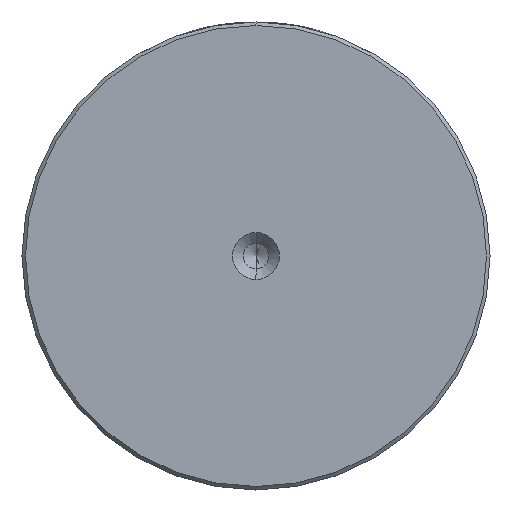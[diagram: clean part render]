
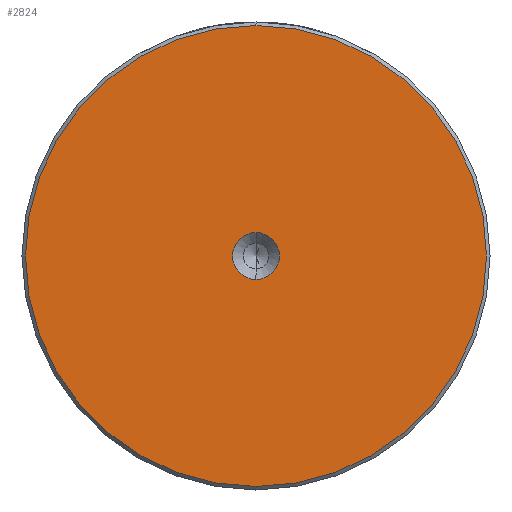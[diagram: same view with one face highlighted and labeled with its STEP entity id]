
A CAD part, left-side view. The second image highlights one B-rep face of the part: STEP entity #2824.
In plain terms, the highlighted planar face has unit normal (-1, 0, 0).
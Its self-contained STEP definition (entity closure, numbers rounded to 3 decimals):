
#120 = CARTESIAN_POINT ( 'NONE',  ( 0., 0., 0. ) ) ;
#262 = EDGE_CURVE ( 'NONE', #1801, #1334, #267, .T. ) ;
#267 = CIRCLE ( 'NONE', #2573, 3.3 ) ;
#311 = CARTESIAN_POINT ( 'NONE',  ( 0., 0., -32.5 ) ) ;
#392 = DIRECTION ( 'NONE',  ( 0., 0., 1. ) ) ;
#467 = ORIENTED_EDGE ( 'NONE', *, *, #262, .F. ) ;
#496 = VERTEX_POINT ( 'NONE', #311 ) ;
#535 = EDGE_LOOP ( 'NONE', ( #2580, #467 ) ) ;
#626 = FACE_BOUND ( 'NONE', #535, .T. ) ;
#694 = AXIS2_PLACEMENT_3D ( 'NONE', #2770, #1201, #3034 ) ;
#752 = CIRCLE ( 'NONE', #694, 32.5 ) ;
#798 = CIRCLE ( 'NONE', #2870, 3.3 ) ;
#1029 = PLANE ( 'NONE',  #1450 ) ;
#1201 = DIRECTION ( 'NONE',  ( -1., 0., 0. ) ) ;
#1208 = DIRECTION ( 'NONE',  ( -1., 0., 0. ) ) ;
#1266 = EDGE_CURVE ( 'NONE', #2161, #496, #2364, .T. ) ;
#1287 = DIRECTION ( 'NONE',  ( 0., 0., 1. ) ) ;
#1334 = VERTEX_POINT ( 'NONE', #1609 ) ;
#1415 = DIRECTION ( 'NONE',  ( -1., 0., 0. ) ) ;
#1450 = AXIS2_PLACEMENT_3D ( 'NONE', #2600, #2862, #1287 ) ;
#1609 = CARTESIAN_POINT ( 'NONE',  ( 0., 0., 3.3 ) ) ;
#1615 = CARTESIAN_POINT ( 'NONE',  ( 0., 0., -3.3 ) ) ;
#1801 = VERTEX_POINT ( 'NONE', #1615 ) ;
#1909 = EDGE_CURVE ( 'NONE', #1334, #1801, #798, .T. ) ;
#1970 = DIRECTION ( 'NONE',  ( -1., 0., 0. ) ) ;
#2028 = ORIENTED_EDGE ( 'NONE', *, *, #3031, .T. ) ;
#2161 = VERTEX_POINT ( 'NONE', #3087 ) ;
#2269 = ORIENTED_EDGE ( 'NONE', *, *, #1266, .T. ) ;
#2364 = CIRCLE ( 'NONE', #3054, 32.5 ) ;
#2550 = EDGE_LOOP ( 'NONE', ( #2028, #2269 ) ) ;
#2573 = AXIS2_PLACEMENT_3D ( 'NONE', #2776, #1208, #3044 ) ;
#2580 = ORIENTED_EDGE ( 'NONE', *, *, #1909, .F. ) ;
#2600 = CARTESIAN_POINT ( 'NONE',  ( 0., 0., 0. ) ) ;
#2625 = FACE_OUTER_BOUND ( 'NONE', #2550, .T. ) ;
#2770 = CARTESIAN_POINT ( 'NONE',  ( 0., 0., 0. ) ) ;
#2776 = CARTESIAN_POINT ( 'NONE',  ( 0., 0., 0. ) ) ;
#2824 = ADVANCED_FACE ( 'NONE', ( #2625, #626 ), #1029, .T. ) ;
#2862 = DIRECTION ( 'NONE',  ( -1., 0., 0. ) ) ;
#2870 = AXIS2_PLACEMENT_3D ( 'NONE', #2983, #1415, #3240 ) ;
#2983 = CARTESIAN_POINT ( 'NONE',  ( 0., 0., 0. ) ) ;
#3031 = EDGE_CURVE ( 'NONE', #496, #2161, #752, .T. ) ;
#3034 = DIRECTION ( 'NONE',  ( 0., 0., 1. ) ) ;
#3044 = DIRECTION ( 'NONE',  ( 0., 0., 1. ) ) ;
#3054 = AXIS2_PLACEMENT_3D ( 'NONE', #120, #1970, #392 ) ;
#3087 = CARTESIAN_POINT ( 'NONE',  ( 0., 0., 32.5 ) ) ;
#3240 = DIRECTION ( 'NONE',  ( 0., 0., 1. ) ) ;
